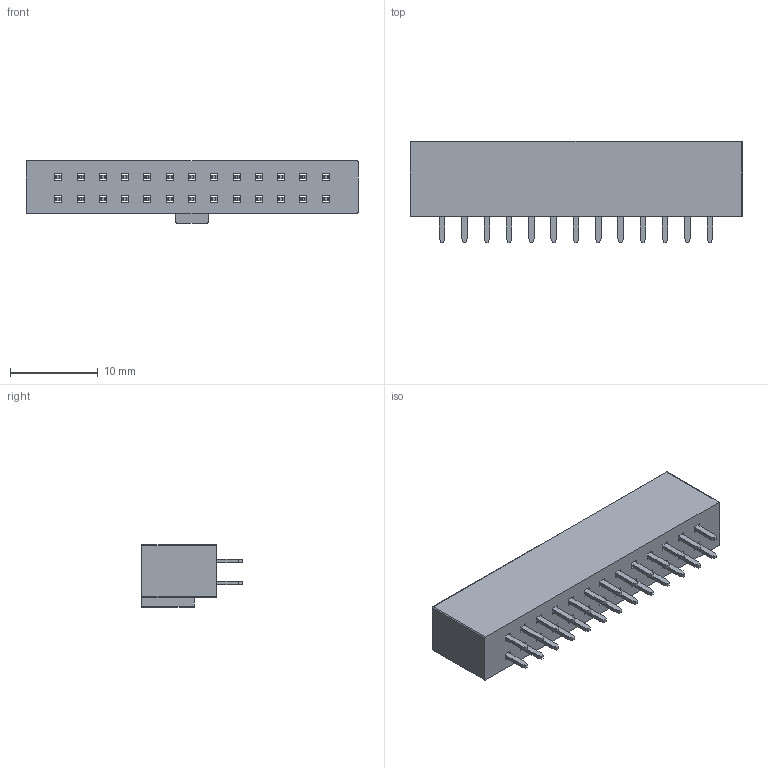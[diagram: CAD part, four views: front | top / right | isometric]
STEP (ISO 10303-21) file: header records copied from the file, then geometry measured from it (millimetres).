
FILE_DESCRIPTION (( 'STEP AP203' ), '1' );
FILE_NAME ('CB94262V100.STEP', '2018-08-17T02:36:26', ( '' ), ( '' ), 'SwSTEP 2.0', 'SolidWorks 2017', '' );
FILE_SCHEMA (( 'CONFIG_CONTROL_DESIGN' ));
Length unit declared in the file: millimetre
Products named in the file (3): CB94262V100; cb94 BASE_26; cb94-t
Assembly tree (27 placements, depth 2):
  CB94262V100
    cb94 BASE_26
    cb94-t  x26
Bounding box: 37.82 x 11.5 x 7.1 mm (x, y, z)
Volume: 1901.6 mm3; surface area: 2706.2 mm2
Topology: 27 solids, 27 shells, 831 faces, 2219 edges, 1442 vertices
Faces by surface type: plane 660, cylinder 167, torus 4
Entity records: 8599 total; most frequent: CARTESIAN_POINT 1322, ORIENTED_EDGE 1288, DIRECTION 1254, EDGE_CURVE 644, LINE 606, VECTOR 606, VERTEX_POINT 392, AXIS2_PLACEMENT_3D 324
